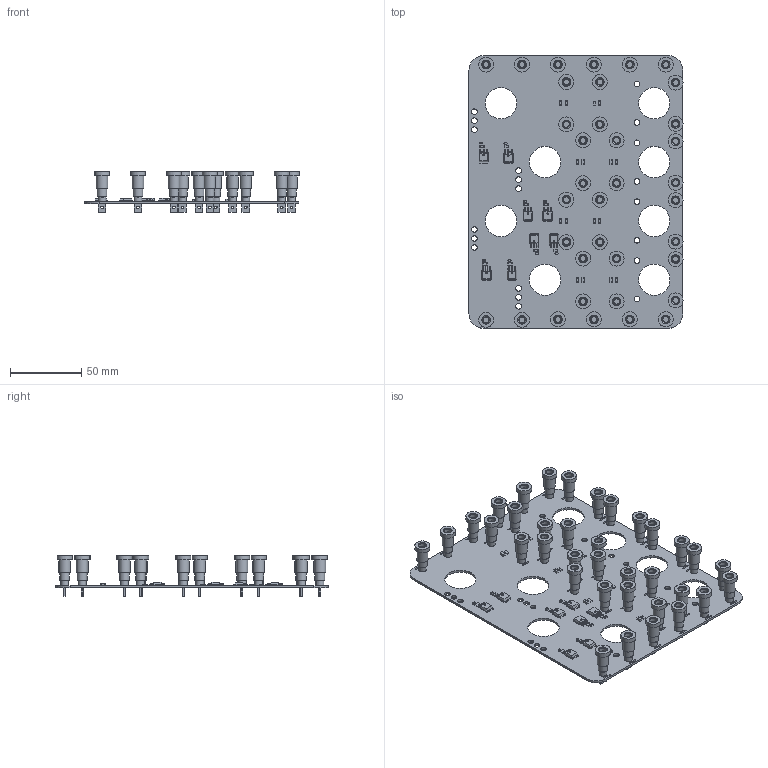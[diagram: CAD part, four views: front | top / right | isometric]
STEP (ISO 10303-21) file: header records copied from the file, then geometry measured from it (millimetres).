
FILE_DESCRIPTION(('KiCad electronic assembly'),'2;1');
FILE_NAME('SwitchBox.step','2021-08-09T10:01:56',('An Author'),( 'A Company'),'Open CASCADE STEP processor 6.9', 'KiCad to STEP converter','Unknown');
FILE_SCHEMA(('AUTOMOTIVE_DESIGN { 1 0 10303 214 1 1 1 1 }'));
Length unit declared in the file: millimetre
Products named in the file (14): Open CASCADE STEP translator 6.9 1; C_1206_3216Metric; SOLID; D_SOD-323; 4mm_Binding_Post_Banana_black_v2; 4mm_Binding_Post_Banana_red_v1; TO-252-3_TabPin2; R_1206_3216Metric; COMPOUND
Assembly tree (83 placements, depth 3):
  Open CASCADE STEP translator 6.9 1
    C_1206_3216Metric  x8
      SOLID
    D_SOD-323  x8
      SOLID
    4mm_Binding_Post_Banana_black_v2  x30
      SOLID
    4mm_Binding_Post_Banana_red_v1  x6
      SOLID
    TO-252-3_TabPin2  x8
      SOLID
    R_1206_3216Metric  x16
      SOLID
    COMPOUND
Bounding box: 150.18 x 191 x 28.5 mm (x, y, z)
Volume: 67907.5 mm3; surface area: 90885.2 mm2
Topology: 77 solids, 77 shells, 2850 faces, 6904 edges, 4480 vertices
Faces by surface type: plane 1790, cylinder 816, bspline 208, cone 36
Full cylindrical faces by diameter (mm): 1 x8, 1.85 x36, 4 x92, 5 x36, 5.5 x36, 6.6 x36, 8 x36, 10.5 x36, 22 x8
Entity records: 35128 total; most frequent: CARTESIAN_POINT 6459, DIRECTION 5117, LINE 2882, VECTOR 2882, ORIENTED_EDGE 2544, PCURVE 2544, DEFINITIONAL_REPRESENTATION 2544, EDGE_CURVE 1272
